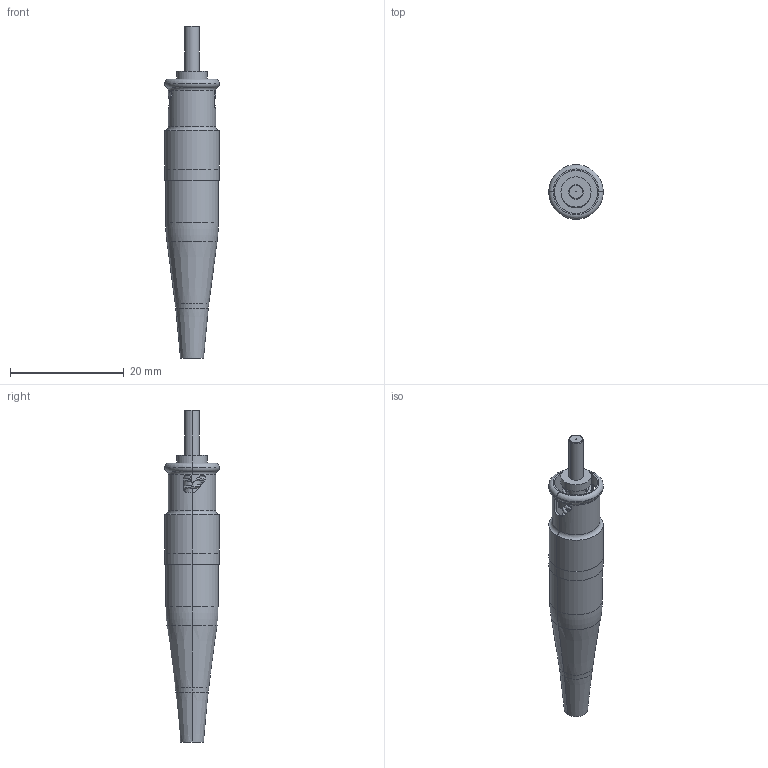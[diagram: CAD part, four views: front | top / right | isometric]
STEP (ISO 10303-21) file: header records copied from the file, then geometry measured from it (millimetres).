
FILE_DESCRIPTION (( 'STEP AP214' ), '1' );
FILE_NAME ('FOC-RSTSMLS.STEP', '2017-09-28T14:22:38', ( '' ), ( '' ), 'SwSTEP 2.0', 'SolidWorks 2014', '' );
FILE_SCHEMA (( 'AUTOMOTIVE_DESIGN' ));
Length unit declared in the file: inch
Products named in the file (10): FOC-RSTMMS-MA7; FOC-RSTSMLS; FOC-M83522-MA9; FOC-M83522-MA10; FOC-RSTMMS-MA4; FOC-RSTMMS-MA2; FOC-RSTMMS-MA3; FOC-RSTMMS-MA5; FOC-RSTMMS-MA1; FOC-RSTMMS-MA8
Assembly tree (9 placements, depth 2):
  FOC-RSTSMLS
    FOC-RSTMMS-MA7
    FOC-RSTMMS-MA8
    FOC-RSTMMS-MA1
    FOC-RSTMMS-MA5
    FOC-RSTMMS-MA3
    FOC-RSTMMS-MA2
    FOC-RSTMMS-MA4
    FOC-M83522-MA10
    FOC-M83522-MA9
Bounding box: 9.6 x 9.6 x 58.37 mm (x, y, z)
Volume: 1843.2 mm3; surface area: 3296 mm2
Topology: 9 solids, 9 shells, 192 faces, 451 edges, 284 vertices
Faces by surface type: cylinder 83, plane 59, cone 30, torus 18, bspline 2
Entity records: 8228 total; most frequent: CARTESIAN_POINT 2475, DIRECTION 1023, ORIENTED_EDGE 902, EDGE_CURVE 451, AXIS2_PLACEMENT_3D 420, VERTEX_POINT 284, CIRCLE 218, EDGE_LOOP 217
